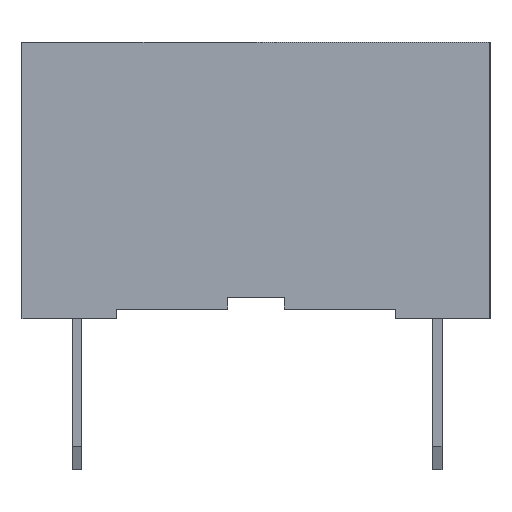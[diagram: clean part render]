
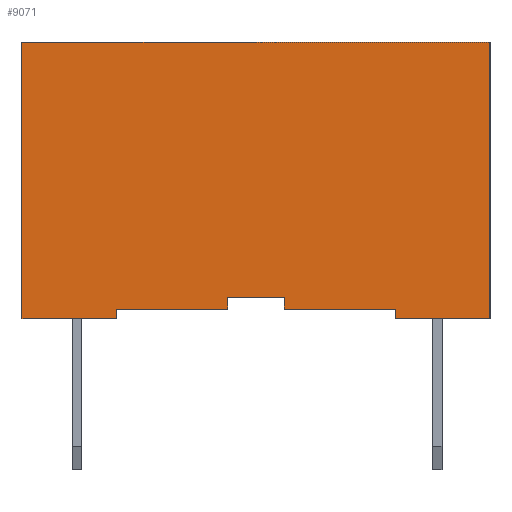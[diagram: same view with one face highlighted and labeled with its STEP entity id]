
A CAD part, left-side view. The second image highlights one B-rep face of the part: STEP entity #9071.
In plain terms, the highlighted planar face has unit normal (-1, 0, 0).
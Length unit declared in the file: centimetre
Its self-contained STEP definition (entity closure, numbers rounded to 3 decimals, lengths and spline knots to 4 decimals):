
#838=FACE_OUTER_BOUND('',#1346,.T.);
#1346=EDGE_LOOP('',(#8216,#8217,#8218,#8219,#8220,#8221,#8222,#8223,#8224,
#8225,#8226,#8227));
#1715=LINE('',#12229,#2795);
#1723=LINE('',#12245,#2803);
#1849=LINE('',#12539,#2929);
#2079=LINE('',#13389,#3159);
#2103=LINE('',#13435,#3183);
#2108=LINE('',#13444,#3188);
#2127=LINE('',#13479,#3207);
#2128=LINE('',#13482,#3208);
#2131=LINE('',#13487,#3211);
#2134=LINE('',#13495,#3214);
#2136=LINE('',#13498,#3216);
#2428=LINE('',#15351,#3508);
#2795=VECTOR('',#10159,1.);
#2803=VECTOR('',#10171,1.);
#2929=VECTOR('',#10421,1.);
#3159=VECTOR('',#10841,1.);
#3183=VECTOR('',#10873,1.);
#3188=VECTOR('',#10880,1.);
#3207=VECTOR('',#10913,1.);
#3208=VECTOR('',#10916,1.);
#3211=VECTOR('',#10921,1.);
#3214=VECTOR('',#10932,1.);
#3216=VECTOR('',#10936,1.);
#3508=VECTOR('',#11476,1.);
#3755=VERTEX_POINT('',#12226);
#3756=VERTEX_POINT('',#12228);
#3762=VERTEX_POINT('',#12243);
#3867=VERTEX_POINT('',#12536);
#3868=VERTEX_POINT('',#12538);
#4129=VERTEX_POINT('',#13388);
#4147=VERTEX_POINT('',#13434);
#4150=VERTEX_POINT('',#13442);
#4159=VERTEX_POINT('',#13477);
#4160=VERTEX_POINT('',#13481);
#4161=VERTEX_POINT('',#13486);
#4162=VERTEX_POINT('',#13494);
#4735=EDGE_CURVE('',#3755,#3756,#1715,.T.);
#4743=EDGE_CURVE('',#3755,#3762,#1723,.T.);
#4889=EDGE_CURVE('',#3867,#3868,#1849,.T.);
#5211=EDGE_CURVE('',#4129,#3756,#2079,.T.);
#5235=EDGE_CURVE('',#4147,#4129,#2103,.T.);
#5240=EDGE_CURVE('',#3762,#4150,#2108,.T.);
#5259=EDGE_CURVE('',#4150,#4159,#2127,.T.);
#5260=EDGE_CURVE('',#4160,#4147,#2128,.T.);
#5263=EDGE_CURVE('',#3868,#4161,#2131,.T.);
#5266=EDGE_CURVE('',#4160,#4162,#2134,.T.);
#5268=EDGE_CURVE('',#4161,#4159,#2136,.T.);
#5658=EDGE_CURVE('',#4162,#3867,#2428,.T.);
#8216=ORIENTED_EDGE('',*,*,#4743,.T.);
#8217=ORIENTED_EDGE('',*,*,#5240,.T.);
#8218=ORIENTED_EDGE('',*,*,#5259,.T.);
#8219=ORIENTED_EDGE('',*,*,#5268,.F.);
#8220=ORIENTED_EDGE('',*,*,#5263,.F.);
#8221=ORIENTED_EDGE('',*,*,#4889,.F.);
#8222=ORIENTED_EDGE('',*,*,#5658,.F.);
#8223=ORIENTED_EDGE('',*,*,#5266,.F.);
#8224=ORIENTED_EDGE('',*,*,#5260,.T.);
#8225=ORIENTED_EDGE('',*,*,#5235,.T.);
#8226=ORIENTED_EDGE('',*,*,#5211,.T.);
#8227=ORIENTED_EDGE('',*,*,#4735,.F.);
#8601=PLANE('',#9522);
#9071=ADVANCED_FACE('',(#838),#8601,.F.);
#9522=AXIS2_PLACEMENT_3D('',#15350,#11474,#11475);
#10159=DIRECTION('',(0.,1.,0.));
#10171=DIRECTION('',(0.,0.,-1.));
#10421=DIRECTION('',(0.,-1.,0.));
#10841=DIRECTION('',(0.,0.,1.));
#10873=DIRECTION('',(0.,-1.,0.));
#10880=DIRECTION('',(0.,-1.,0.));
#10913=DIRECTION('',(0.,0.,-1.));
#10916=DIRECTION('',(0.,0.,1.));
#10921=DIRECTION('',(0.,0.,-1.));
#10932=DIRECTION('',(0.,1.,0.));
#10936=DIRECTION('',(0.,1.,0.));
#11474=DIRECTION('center_axis',(1.,0.,0.));
#11475=DIRECTION('ref_axis',(0.,0.,-1.));
#11476=DIRECTION('',(0.,0.,1.));
#12226=CARTESIAN_POINT('',(-0.83,-0.06,-0.2475));
#12228=CARTESIAN_POINT('',(-0.83,0.06,-0.2475));
#12229=CARTESIAN_POINT('',(-0.83,-0.06,-0.2475));
#12243=CARTESIAN_POINT('',(-0.83,-0.06,-0.2725));
#12245=CARTESIAN_POINT('',(-0.83,-0.06,-0.1363));
#12536=CARTESIAN_POINT('',(-0.83,0.495,0.2925));
#12538=CARTESIAN_POINT('',(-0.83,-0.495,0.2925));
#12539=CARTESIAN_POINT('',(-0.83,-0.495,0.2925));
#13388=CARTESIAN_POINT('',(-0.83,0.06,-0.2725));
#13389=CARTESIAN_POINT('',(-0.83,0.06,-0.1363));
#13434=CARTESIAN_POINT('',(-0.83,0.295,-0.2725));
#13435=CARTESIAN_POINT('',(-0.83,0.,-0.2725));
#13442=CARTESIAN_POINT('',(-0.83,-0.295,-0.2725));
#13444=CARTESIAN_POINT('',(-0.83,0.,-0.2725));
#13477=CARTESIAN_POINT('',(-0.83,-0.295,-0.2925));
#13479=CARTESIAN_POINT('',(-0.83,-0.295,-0.1463));
#13481=CARTESIAN_POINT('',(-0.83,0.295,-0.2925));
#13482=CARTESIAN_POINT('',(-0.83,0.295,-0.1463));
#13486=CARTESIAN_POINT('',(-0.83,-0.495,-0.2925));
#13487=CARTESIAN_POINT('',(-0.83,-0.495,-0.2925));
#13494=CARTESIAN_POINT('',(-0.83,0.495,-0.2925));
#13495=CARTESIAN_POINT('',(-0.83,0.495,-0.2925));
#13498=CARTESIAN_POINT('',(-0.83,0.495,-0.2925));
#15350=CARTESIAN_POINT('Origin',(-0.83,0.,0.));
#15351=CARTESIAN_POINT('',(-0.83,0.495,0.2925));
